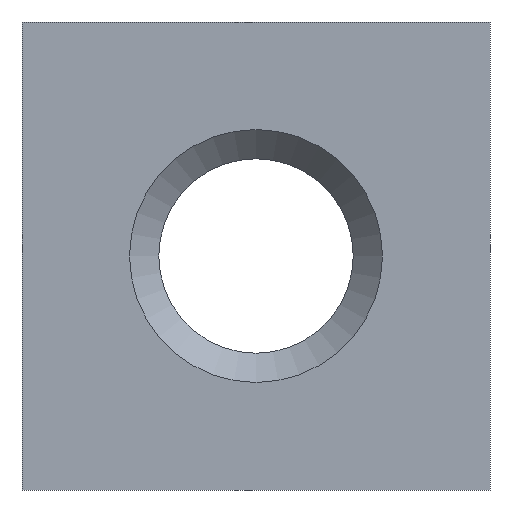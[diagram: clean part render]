
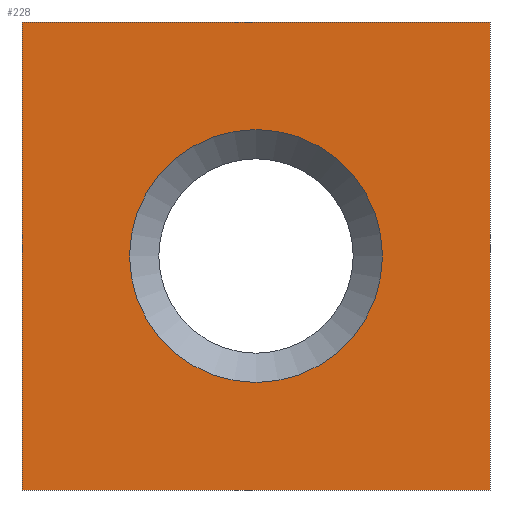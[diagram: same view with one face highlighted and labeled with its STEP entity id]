
A CAD part, front view. The second image highlights one B-rep face of the part: STEP entity #228.
In plain terms, the highlighted planar face has unit normal (0, -1, 0).
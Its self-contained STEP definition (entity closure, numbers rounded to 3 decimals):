
#15=FACE_BOUND('',#46,.T.);
#18=PLANE('',#268);
#32=FACE_OUTER_BOUND('',#45,.T.);
#45=EDGE_LOOP('',(#175,#176,#177,#178));
#46=EDGE_LOOP('',(#179));
#61=LINE('',#357,#87);
#62=LINE('',#359,#88);
#63=LINE('',#361,#89);
#64=LINE('',#362,#90);
#87=VECTOR('',#297,10.);
#88=VECTOR('',#298,10.);
#89=VECTOR('',#299,10.);
#90=VECTOR('',#300,10.);
#111=CIRCLE('',#263,4.324);
#115=VERTEX_POINT('',#343);
#119=VERTEX_POINT('',#355);
#120=VERTEX_POINT('',#356);
#121=VERTEX_POINT('',#358);
#122=VERTEX_POINT('',#360);
#135=EDGE_CURVE('',#115,#115,#111,.T.);
#141=EDGE_CURVE('',#119,#120,#61,.T.);
#142=EDGE_CURVE('',#120,#121,#62,.T.);
#143=EDGE_CURVE('',#121,#122,#63,.T.);
#144=EDGE_CURVE('',#122,#119,#64,.T.);
#175=ORIENTED_EDGE('',*,*,#141,.T.);
#176=ORIENTED_EDGE('',*,*,#142,.T.);
#177=ORIENTED_EDGE('',*,*,#143,.T.);
#178=ORIENTED_EDGE('',*,*,#144,.T.);
#179=ORIENTED_EDGE('',*,*,#135,.F.);
#228=ADVANCED_FACE('',(#32,#15),#18,.T.);
#263=AXIS2_PLACEMENT_3D('',#344,#283,#284);
#268=AXIS2_PLACEMENT_3D('',#354,#295,#296);
#283=DIRECTION('center_axis',(0.,-1.,0.));
#284=DIRECTION('ref_axis',(-1.,0.,0.));
#295=DIRECTION('center_axis',(0.,-1.,0.));
#296=DIRECTION('ref_axis',(0.,0.,-1.));
#297=DIRECTION('',(0.,0.,1.));
#298=DIRECTION('',(-1.,0.,0.));
#299=DIRECTION('',(0.,0.,-1.));
#300=DIRECTION('',(1.,0.,0.));
#343=CARTESIAN_POINT('',(4.324,-3.,0.));
#344=CARTESIAN_POINT('Origin',(0.,-3.,0.));
#354=CARTESIAN_POINT('Origin',(0.,-3.,0.));
#355=CARTESIAN_POINT('',(8.,-3.,-8.));
#356=CARTESIAN_POINT('',(8.,-3.,8.));
#357=CARTESIAN_POINT('',(8.,-3.,8.));
#358=CARTESIAN_POINT('',(-8.,-3.,8.));
#359=CARTESIAN_POINT('',(-8.,-3.,8.));
#360=CARTESIAN_POINT('',(-8.,-3.,-8.));
#361=CARTESIAN_POINT('',(-8.,-3.,-8.));
#362=CARTESIAN_POINT('',(8.,-3.,-8.));
